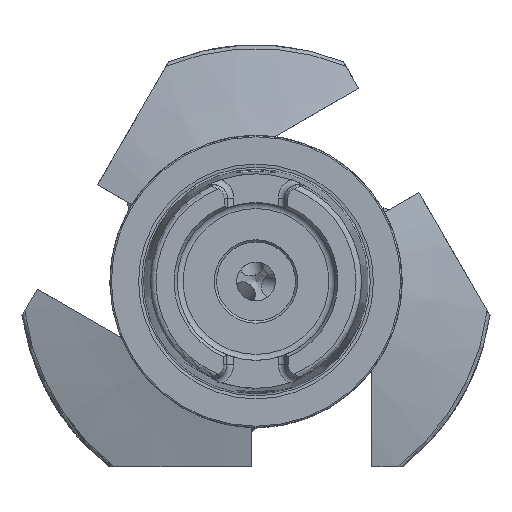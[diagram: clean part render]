
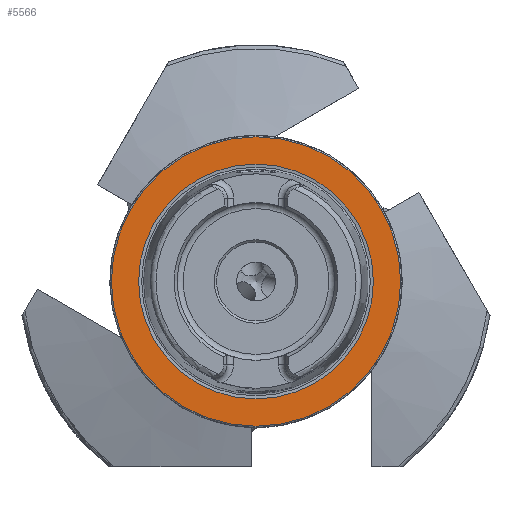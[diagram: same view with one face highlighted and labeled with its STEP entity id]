
A CAD part, left-side view. The second image highlights one B-rep face of the part: STEP entity #5566.
In plain terms, the highlighted planar face has unit normal (-1, 0, 0).
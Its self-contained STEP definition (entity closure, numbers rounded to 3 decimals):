
#337 = EDGE_CURVE ( 'NONE', #8855, #8855, #375, .T. ) ;
#375 = CIRCLE ( 'NONE', #4460, 31.2 ) ;
#820 = CARTESIAN_POINT ( 'NONE',  ( 0., 0., 0. ) ) ;
#918 = DIRECTION ( 'NONE',  ( -1., 0., 0. ) ) ;
#1273 = ORIENTED_EDGE ( 'NONE', *, *, #337, .T. ) ;
#1618 = CARTESIAN_POINT ( 'NONE',  ( 0., 0., 0. ) ) ;
#1658 = DIRECTION ( 'NONE',  ( 0., 0., 1. ) ) ;
#3152 = AXIS2_PLACEMENT_3D ( 'NONE', #820, #7534, #8227 ) ;
#3781 = CIRCLE ( 'NONE', #3152, 25.324 ) ;
#3837 = ORIENTED_EDGE ( 'NONE', *, *, #4259, .F. ) ;
#4259 = EDGE_CURVE ( 'NONE', #4294, #4294, #3781, .T. ) ;
#4294 = VERTEX_POINT ( 'NONE', #5143 ) ;
#4460 = AXIS2_PLACEMENT_3D ( 'NONE', #1618, #918, #1658 ) ;
#4589 = FACE_OUTER_BOUND ( 'NONE', #8417, .T. ) ;
#5143 = CARTESIAN_POINT ( 'NONE',  ( 0., 0., 25.324 ) ) ;
#5566 = ADVANCED_FACE ( 'NONE', ( #8914, #4589 ), #9120, .F. ) ;
#7534 = DIRECTION ( 'NONE',  ( -1., 0., 0. ) ) ;
#7661 = DIRECTION ( 'NONE',  ( 1., 0., 0. ) ) ;
#7688 = CARTESIAN_POINT ( 'NONE',  ( 0., 31.2, 0. ) ) ;
#7819 = AXIS2_PLACEMENT_3D ( 'NONE', #7688, #7661, #9076 ) ;
#7920 = EDGE_LOOP ( 'NONE', ( #3837 ) ) ;
#8227 = DIRECTION ( 'NONE',  ( 0., 0., 1. ) ) ;
#8417 = EDGE_LOOP ( 'NONE', ( #1273 ) ) ;
#8855 = VERTEX_POINT ( 'NONE', #8868 ) ;
#8868 = CARTESIAN_POINT ( 'NONE',  ( 0., 0., 31.2 ) ) ;
#8914 = FACE_BOUND ( 'NONE', #7920, .T. ) ;
#9076 = DIRECTION ( 'NONE',  ( 0., 0., -1. ) ) ;
#9120 = PLANE ( 'NONE',  #7819 ) ;
